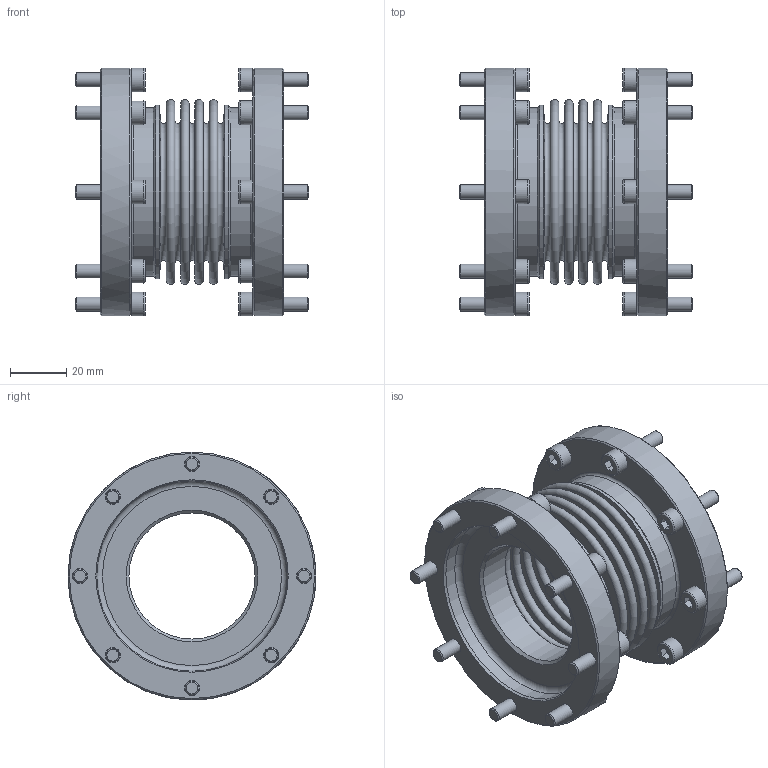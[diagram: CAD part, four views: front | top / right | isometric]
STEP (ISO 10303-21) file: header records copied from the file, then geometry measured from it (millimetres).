
FILE_DESCRIPTION(/* description */ ('Unknown'),/* implementation_level */ '2;1');
FILE_NAME(/* name */ 'KE 80 - 4W',/* time_stamp */ '2021-03-29T13:46:14+02:00',/* author */ ('Unknown'),/* organization */ ('Unknown'),/* preprocessor_version */ 'ST-DEVELOPER v16.7',/* originating_system */ 'DEX',/* authorisation */ $);
FILE_SCHEMA (('AUTOMOTIVE_DESIGN {1 0 10303 214 3 1 1}'));
Length unit declared in the file: millimetre
Products named in the file (1): KE 80 - 4W
Bounding box: 83.44 x 88.5 x 88.5 mm (x, y, z)
Volume: 108236.9 mm3; surface area: 78485.1 mm2
Topology: 1 solids, 1 shells, 426 faces, 934 edges, 564 vertices
Faces by surface type: plane 280, cylinder 60, cone 48, torus 38
Full cylindrical faces by diameter (mm): 5 x16, 5.4 x16, 8.5 x16, 45 x2, 60 x2, 61 x2, 62 x2, 68 x2, 88.5 x2
Entity records: 10362 total; most frequent: DIRECTION 1926, CARTESIAN_POINT 1675, ORIENTED_EDGE 1456, AXIS2_PLACEMENT_3D 771, EDGE_CURVE 728, FACE_BOUND 644, EDGE_LOOP 628, VERTEX_POINT 520
